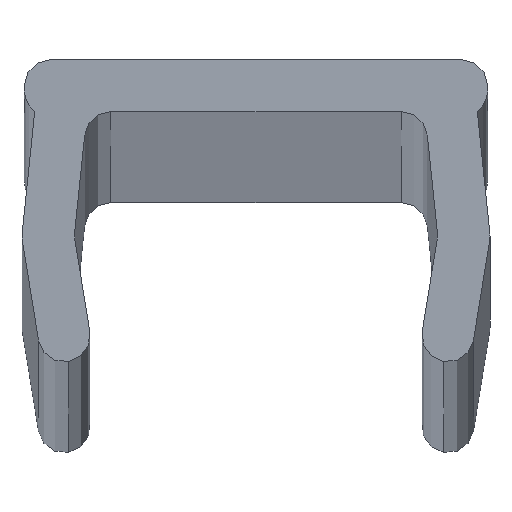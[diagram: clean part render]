
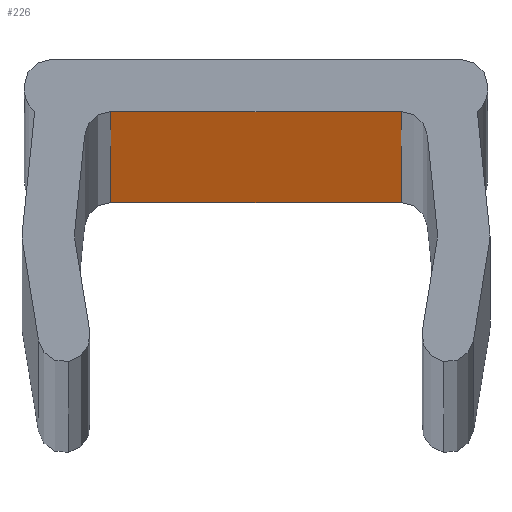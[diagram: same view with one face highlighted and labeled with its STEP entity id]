
A CAD part, top view. The second image highlights one B-rep face of the part: STEP entity #226.
In plain terms, the highlighted planar face has unit normal (0, -1, 0).
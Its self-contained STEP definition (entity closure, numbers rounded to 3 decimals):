
#31 = LINE ( 'NONE', #314, #207 ) ;
#40 = EDGE_LOOP ( 'NONE', ( #600, #201, #238, #111 ) ) ;
#69 = EDGE_CURVE ( 'NONE', #1064, #669, #614, .T. ) ;
#77 = LINE ( 'NONE', #810, #492 ) ;
#79 = EDGE_CURVE ( 'NONE', #669, #518, #77, .T. ) ;
#111 = ORIENTED_EDGE ( 'NONE', *, *, #69, .T. ) ;
#187 = PLANE ( 'NONE',  #456 ) ;
#201 = ORIENTED_EDGE ( 'NONE', *, *, #478, .T. ) ;
#207 = VECTOR ( 'NONE', #230, 1000. ) ;
#226 = ADVANCED_FACE ( 'NONE', ( #918 ), #187, .F. ) ;
#230 = DIRECTION ( 'NONE',  ( 0., 0., 1. ) ) ;
#238 = ORIENTED_EDGE ( 'NONE', *, *, #1082, .F. ) ;
#285 = DIRECTION ( 'NONE',  ( -1., 0., 0. ) ) ;
#314 = CARTESIAN_POINT ( 'NONE',  ( 2.795, 4.75, 1000. ) ) ;
#434 = DIRECTION ( 'NONE',  ( 1., 0., 0. ) ) ;
#456 = AXIS2_PLACEMENT_3D ( 'NONE', #733, #744, #285 ) ;
#458 = VERTEX_POINT ( 'NONE', #579 ) ;
#478 = EDGE_CURVE ( 'NONE', #518, #458, #31, .T. ) ;
#487 = CARTESIAN_POINT ( 'NONE',  ( -2.795, 4.75, 1000. ) ) ;
#492 = VECTOR ( 'NONE', #434, 1000. ) ;
#518 = VERTEX_POINT ( 'NONE', #955 ) ;
#546 = VECTOR ( 'NONE', #746, 1000. ) ;
#562 = CARTESIAN_POINT ( 'NONE',  ( -4.45, 4.75, 1000. ) ) ;
#579 = CARTESIAN_POINT ( 'NONE',  ( 2.795, 4.75, 1000. ) ) ;
#600 = ORIENTED_EDGE ( 'NONE', *, *, #79, .T. ) ;
#614 = LINE ( 'NONE', #1083, #1180 ) ;
#634 = DIRECTION ( 'NONE',  ( 0., 0., -1. ) ) ;
#669 = VERTEX_POINT ( 'NONE', #1172 ) ;
#733 = CARTESIAN_POINT ( 'NONE',  ( -4.45, 4.75, 1000. ) ) ;
#744 = DIRECTION ( 'NONE',  ( 0., 1., 0. ) ) ;
#746 = DIRECTION ( 'NONE',  ( 1., 0., 0. ) ) ;
#810 = CARTESIAN_POINT ( 'NONE',  ( -4.45, 4.75, 0. ) ) ;
#844 = LINE ( 'NONE', #562, #546 ) ;
#918 = FACE_OUTER_BOUND ( 'NONE', #40, .T. ) ;
#955 = CARTESIAN_POINT ( 'NONE',  ( 2.795, 4.75, 0. ) ) ;
#1064 = VERTEX_POINT ( 'NONE', #487 ) ;
#1082 = EDGE_CURVE ( 'NONE', #1064, #458, #844, .T. ) ;
#1083 = CARTESIAN_POINT ( 'NONE',  ( -2.795, 4.75, 1000. ) ) ;
#1172 = CARTESIAN_POINT ( 'NONE',  ( -2.795, 4.75, 0. ) ) ;
#1180 = VECTOR ( 'NONE', #634, 1000. ) ;
